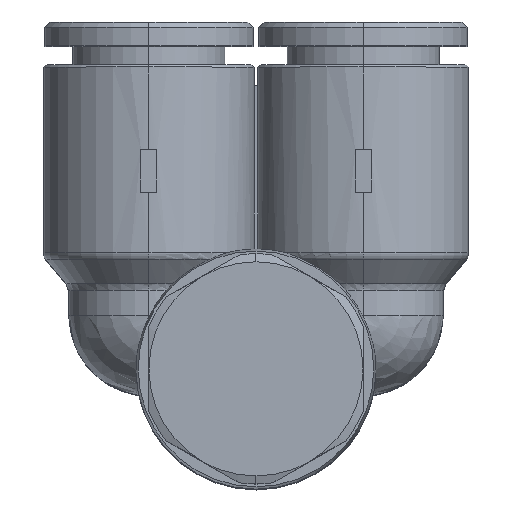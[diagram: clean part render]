
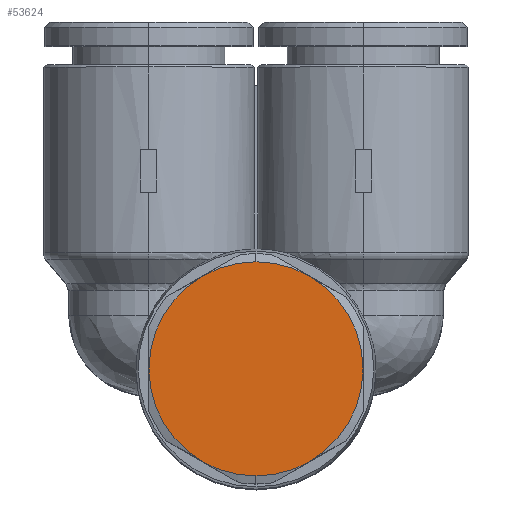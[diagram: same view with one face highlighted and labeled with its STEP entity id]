
A CAD part, top view. The second image highlights one B-rep face of the part: STEP entity #53624.
In plain terms, the highlighted planar face has unit normal (0, 0, 1).
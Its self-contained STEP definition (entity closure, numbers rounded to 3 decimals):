
#2224=CARTESIAN_POINT('',(17.5,10.0,13.1));
#2225=VERTEX_POINT('',#2224);
#2234=CARTESIAN_POINT('',(16.16,5.,13.1));
#2235=VERTEX_POINT('',#2234);
#2236=CARTESIAN_POINT('',(7.5,10.,13.1));
#2237=DIRECTION('',(0.0,0.0,1.0));
#2238=DIRECTION('',(-1.0,0.0,0.0));
#2239=AXIS2_PLACEMENT_3D('',#2236,#2237,#2238);
#2240=CIRCLE('',#2239,10.);
#2241=EDGE_CURVE('',#2235,#2225,#2240,.T.);
#2275=CARTESIAN_POINT('',(-2.5,10.,13.1));
#2276=VERTEX_POINT('',#2275);
#2292=CARTESIAN_POINT('',(-1.16,5.,13.1));
#2293=VERTEX_POINT('',#2292);
#2307=CARTESIAN_POINT('',(7.5,10.,13.1));
#2308=DIRECTION('',(0.0,0.0,1.0));
#2309=DIRECTION('',(-1.0,0.0,0.0));
#2310=AXIS2_PLACEMENT_3D('',#2307,#2308,#2309);
#2311=CIRCLE('',#2310,10.);
#2312=EDGE_CURVE('',#2276,#2293,#2311,.T.);
#53187=CARTESIAN_POINT('',(16.16,15.,13.1));
#53188=VERTEX_POINT('',#53187);
#53261=CARTESIAN_POINT('',(7.5,0.,13.1));
#53262=VERTEX_POINT('',#53261);
#53305=CARTESIAN_POINT('',(-1.16,15.0,13.1));
#53306=VERTEX_POINT('',#53305);
#53307=CARTESIAN_POINT('',(7.5,10.,13.1));
#53308=DIRECTION('',(0.0,0.0,1.0));
#53309=DIRECTION('',(-1.0,0.0,0.0));
#53310=AXIS2_PLACEMENT_3D('',#53307,#53308,#53309);
#53311=CIRCLE('',#53310,10.);
#53312=EDGE_CURVE('',#53306,#2276,#53311,.T.);
#53380=CARTESIAN_POINT('',(7.5,20.,13.1));
#53381=VERTEX_POINT('',#53380);
#53382=CARTESIAN_POINT('',(7.5,10.,13.1));
#53383=DIRECTION('',(0.0,0.0,1.0));
#53384=DIRECTION('',(-1.0,0.0,0.0));
#53385=AXIS2_PLACEMENT_3D('',#53382,#53383,#53384);
#53386=CIRCLE('',#53385,10.);
#53387=EDGE_CURVE('',#53381,#53306,#53386,.T.);
#53424=CARTESIAN_POINT('',(7.5,10.,13.1));
#53425=DIRECTION('',(0.0,0.0,1.0));
#53426=DIRECTION('',(-1.0,0.0,0.0));
#53427=AXIS2_PLACEMENT_3D('',#53424,#53425,#53426);
#53428=CIRCLE('',#53427,10.);
#53429=EDGE_CURVE('',#53188,#53381,#53428,.T.);
#53443=CARTESIAN_POINT('',(7.5,10.,13.1));
#53444=DIRECTION('',(0.0,0.0,1.0));
#53445=DIRECTION('',(-1.0,0.0,0.0));
#53446=AXIS2_PLACEMENT_3D('',#53443,#53444,#53445);
#53447=CIRCLE('',#53446,10.);
#53448=EDGE_CURVE('',#2225,#53188,#53447,.T.);
#53460=CARTESIAN_POINT('',(7.5,10.,13.1));
#53461=DIRECTION('',(0.0,0.0,1.0));
#53462=DIRECTION('',(-1.0,0.0,0.0));
#53463=AXIS2_PLACEMENT_3D('',#53460,#53461,#53462);
#53464=CIRCLE('',#53463,10.);
#53465=EDGE_CURVE('',#53262,#2235,#53464,.T.);
#53478=CARTESIAN_POINT('',(7.5,10.,13.1));
#53479=DIRECTION('',(0.0,0.0,1.0));
#53480=DIRECTION('',(-1.0,0.0,0.0));
#53481=AXIS2_PLACEMENT_3D('',#53478,#53479,#53480);
#53482=CIRCLE('',#53481,10.);
#53483=EDGE_CURVE('',#2293,#53262,#53482,.T.);
#53609=CARTESIAN_POINT('',(2.95,10.,13.1));
#53610=DIRECTION('',(0.0,0.0,1.0));
#53611=DIRECTION('',(-1.0,0.0,0.0));
#53612=AXIS2_PLACEMENT_3D('',#53609,#53610,#53611);
#53613=PLANE('',#53612);
#53614=ORIENTED_EDGE('',*,*,#53483,.T.);
#53615=ORIENTED_EDGE('',*,*,#53465,.T.);
#53616=ORIENTED_EDGE('',*,*,#2241,.T.);
#53617=ORIENTED_EDGE('',*,*,#53448,.T.);
#53618=ORIENTED_EDGE('',*,*,#53429,.T.);
#53619=ORIENTED_EDGE('',*,*,#53387,.T.);
#53620=ORIENTED_EDGE('',*,*,#53312,.T.);
#53621=ORIENTED_EDGE('',*,*,#2312,.T.);
#53622=EDGE_LOOP('',(#53614,#53615,#53616,#53617,#53618,#53619,#53620,#53621));
#53623=FACE_OUTER_BOUND('',#53622,.T.);
#53624=ADVANCED_FACE('',(#53623),#53613,.T.);
